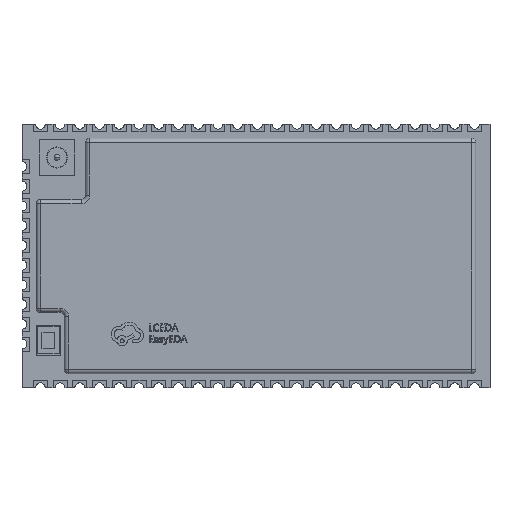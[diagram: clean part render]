
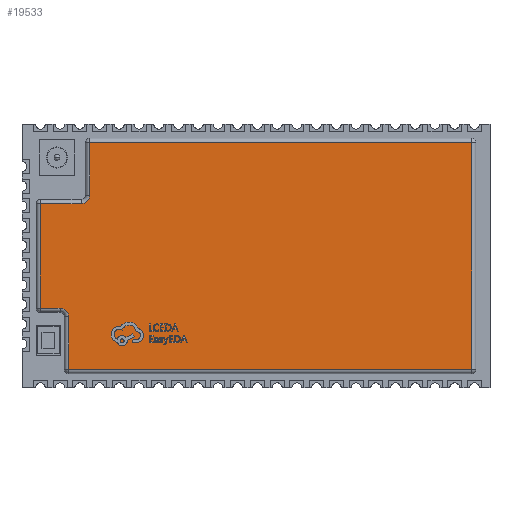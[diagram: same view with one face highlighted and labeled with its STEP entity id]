
A CAD part, top view. The second image highlights one B-rep face of the part: STEP entity #19533.
In plain terms, the highlighted planar face has unit normal (0, 0, 1).
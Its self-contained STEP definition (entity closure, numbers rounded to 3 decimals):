
#353 = DIRECTION ( 'NONE',  ( 0., 1., 0. ) ) ;
#355 = ORIENTED_EDGE ( 'NONE', *, *, #18361, .T. ) ;
#388 = VERTEX_POINT ( 'NONE', #24383 ) ;
#2085 = VERTEX_POINT ( 'NONE', #17488 ) ;
#2171 = EDGE_CURVE ( 'NONE', #21463, #21059, #20306, .T. ) ;
#2219 = LINE ( 'NONE', #12809, #14990 ) ;
#2324 = CARTESIAN_POINT ( 'NONE',  ( -13.6, -3.7, 2.8 ) ) ;
#2500 = CARTESIAN_POINT ( 'NONE',  ( 15.3, 8.35, 2.8 ) ) ;
#3201 = LINE ( 'NONE', #11916, #22079 ) ;
#3259 = ORIENTED_EDGE ( 'NONE', *, *, #6058, .T. ) ;
#3723 = LINE ( 'NONE', #16508, #6683 ) ;
#3933 = VERTEX_POINT ( 'NONE', #11350 ) ;
#3993 = EDGE_CURVE ( 'NONE', #17044, #10050, #18506, .T. ) ;
#4057 = EDGE_LOOP ( 'NONE', ( #355, #22332, #18769, #18209, #23357, #3259, #13894, #23569, #18953, #12249 ) ) ;
#4265 = CARTESIAN_POINT ( 'NONE',  ( -11.8, 4.3, 2.8 ) ) ;
#4949 = FACE_OUTER_BOUND ( 'NONE', #4057, .T. ) ;
#5002 = CARTESIAN_POINT ( 'NONE',  ( 15.3, 8.05, 2.8 ) ) ;
#6058 = EDGE_CURVE ( 'NONE', #2085, #9907, #24258, .T. ) ;
#6208 = CARTESIAN_POINT ( 'NONE',  ( -13.3, -4.3, 2.8 ) ) ;
#6403 = EDGE_CURVE ( 'NONE', #21059, #2085, #17276, .T. ) ;
#6683 = VECTOR ( 'NONE', #25069, 1000. ) ;
#6888 = VECTOR ( 'NONE', #21778, 1000. ) ;
#7899 = AXIS2_PLACEMENT_3D ( 'NONE', #16816, #14653, #23359 ) ;
#8773 = DIRECTION ( 'NONE',  ( 1., 0., 0. ) ) ;
#9843 = CARTESIAN_POINT ( 'NONE',  ( -13.3, -8.35, 2.8 ) ) ;
#9907 = VERTEX_POINT ( 'NONE', #5002 ) ;
#10050 = VERTEX_POINT ( 'NONE', #4265 ) ;
#11350 = CARTESIAN_POINT ( 'NONE',  ( -13.9, -3.7, 2.8 ) ) ;
#11390 = DIRECTION ( 'NONE',  ( 1., 0., 0. ) ) ;
#11916 = CARTESIAN_POINT ( 'NONE',  ( -15.3, -4., 2.8 ) ) ;
#12249 = ORIENTED_EDGE ( 'NONE', *, *, #25622, .T. ) ;
#12304 = VECTOR ( 'NONE', #8773, 1000. ) ;
#12487 = DIRECTION ( 'NONE',  ( -1., 0., 0. ) ) ;
#12667 = DIRECTION ( 'NONE',  ( -1., 0., 0. ) ) ;
#12809 = CARTESIAN_POINT ( 'NONE',  ( -12.1, 8.05, 2.8 ) ) ;
#12862 = VECTOR ( 'NONE', #16188, 1000. ) ;
#13021 = AXIS2_PLACEMENT_3D ( 'NONE', #13446, #24596, #22319 ) ;
#13226 = EDGE_CURVE ( 'NONE', #21463, #3933, #19857, .T. ) ;
#13446 = CARTESIAN_POINT ( 'NONE',  ( -13.9, -4.3, 2.8 ) ) ;
#13894 = ORIENTED_EDGE ( 'NONE', *, *, #20561, .T. ) ;
#14653 = DIRECTION ( 'NONE',  ( 0., 0., 1. ) ) ;
#14990 = VECTOR ( 'NONE', #12667, 1000. ) ;
#16188 = DIRECTION ( 'NONE',  ( 0., -1., 0. ) ) ;
#16508 = CARTESIAN_POINT ( 'NONE',  ( -11.8, 4., 2.8 ) ) ;
#16816 = CARTESIAN_POINT ( 'NONE',  ( -12.4, 4.3, 2.8 ) ) ;
#17011 = CARTESIAN_POINT ( 'NONE',  ( 15.6, -8.05, 2.8 ) ) ;
#17044 = VERTEX_POINT ( 'NONE', #17754 ) ;
#17276 = LINE ( 'NONE', #17011, #12304 ) ;
#17488 = CARTESIAN_POINT ( 'NONE',  ( 15.3, -8.05, 2.8 ) ) ;
#17754 = CARTESIAN_POINT ( 'NONE',  ( -12.4, 3.7, 2.8 ) ) ;
#17875 = DIRECTION ( 'NONE',  ( 0., 0., 1. ) ) ;
#18209 = ORIENTED_EDGE ( 'NONE', *, *, #2171, .T. ) ;
#18361 = EDGE_CURVE ( 'NONE', #21810, #388, #3201, .T. ) ;
#18506 = CIRCLE ( 'NONE', #7899, 0.6 ) ;
#18769 = ORIENTED_EDGE ( 'NONE', *, *, #13226, .F. ) ;
#18953 = ORIENTED_EDGE ( 'NONE', *, *, #3993, .F. ) ;
#19045 = AXIS2_PLACEMENT_3D ( 'NONE', #19839, #17875, #11390 ) ;
#19533 = ADVANCED_FACE ( 'NONE', ( #4949 ), #20269, .T. ) ;
#19839 = CARTESIAN_POINT ( 'NONE',  ( 0., 0., 2.8 ) ) ;
#19857 = CIRCLE ( 'NONE', #13021, 0.6 ) ;
#19981 = EDGE_CURVE ( 'NONE', #20070, #10050, #3723, .T. ) ;
#20070 = VERTEX_POINT ( 'NONE', #28199 ) ;
#20269 = PLANE ( 'NONE',  #19045 ) ;
#20306 = LINE ( 'NONE', #9843, #12862 ) ;
#20561 = EDGE_CURVE ( 'NONE', #9907, #20070, #2219, .T. ) ;
#20667 = DIRECTION ( 'NONE',  ( 0., -1., 0. ) ) ;
#21059 = VERTEX_POINT ( 'NONE', #24080 ) ;
#21463 = VERTEX_POINT ( 'NONE', #6208 ) ;
#21778 = DIRECTION ( 'NONE',  ( 1., 0., 0. ) ) ;
#21795 = CARTESIAN_POINT ( 'NONE',  ( -15.3, 3.7, 2.8 ) ) ;
#21810 = VERTEX_POINT ( 'NONE', #21795 ) ;
#22072 = LINE ( 'NONE', #2324, #6888 ) ;
#22079 = VECTOR ( 'NONE', #20667, 1000. ) ;
#22319 = DIRECTION ( 'NONE',  ( 1., 0., 0. ) ) ;
#22332 = ORIENTED_EDGE ( 'NONE', *, *, #24764, .T. ) ;
#22821 = CARTESIAN_POINT ( 'NONE',  ( -15.6, 3.7, 2.8 ) ) ;
#23357 = ORIENTED_EDGE ( 'NONE', *, *, #6403, .T. ) ;
#23359 = DIRECTION ( 'NONE',  ( 1., 0., 0. ) ) ;
#23386 = LINE ( 'NONE', #22821, #24248 ) ;
#23569 = ORIENTED_EDGE ( 'NONE', *, *, #19981, .T. ) ;
#24080 = CARTESIAN_POINT ( 'NONE',  ( -13.3, -8.05, 2.8 ) ) ;
#24248 = VECTOR ( 'NONE', #12487, 1000. ) ;
#24258 = LINE ( 'NONE', #2500, #24643 ) ;
#24383 = CARTESIAN_POINT ( 'NONE',  ( -15.3, -3.7, 2.8 ) ) ;
#24596 = DIRECTION ( 'NONE',  ( 0., 0., 1. ) ) ;
#24643 = VECTOR ( 'NONE', #353, 1000. ) ;
#24764 = EDGE_CURVE ( 'NONE', #388, #3933, #22072, .T. ) ;
#25069 = DIRECTION ( 'NONE',  ( 0., -1., 0. ) ) ;
#25622 = EDGE_CURVE ( 'NONE', #17044, #21810, #23386, .T. ) ;
#28199 = CARTESIAN_POINT ( 'NONE',  ( -11.8, 8.05, 2.8 ) ) ;
